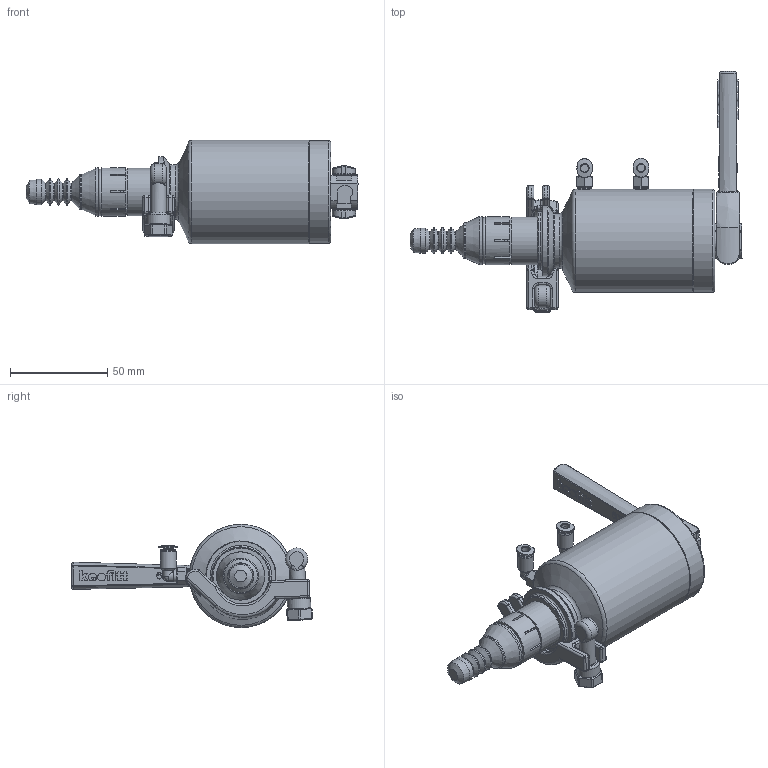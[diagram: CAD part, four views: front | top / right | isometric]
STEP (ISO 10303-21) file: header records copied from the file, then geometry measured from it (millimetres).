
FILE_DESCRIPTION(/* description */ (''),/* implementation_level */ '2;1');
FILE_NAME(/* name */ '895544.stp',/* time_stamp */ '2024-05-29T14:11:09+02:00',/* author */ ('mbs'),/* organization */ (''),/* preprocessor_version */ 'ST-DEVELOPER v18.1',/* originating_system */ 'Autodesk Inventor 2022',/* authorisation */ '');
FILE_SCHEMA (('AUTOMOTIVE_DESIGN { 1 0 10303 214 3 1 1 }'));
Length unit declared in the file: millimetre
Products named in the file (1): 895544_test asm simplify
Bounding box: 170.53 x 123.76 x 53 mm (x, y, z)
Volume: 222642.3 mm3; surface area: 38317 mm2
Topology: 1 solids, 1 shells, 874 faces, 2358 edges, 1490 vertices
Faces by surface type: plane 336, bspline 190, cylinder 159, torus 87, cone 69, sphere 33
Full cylindrical faces by diameter (mm): 4 x2, 5 x2, 6 x4, 6.25 x2, 7.388 x2, 7.4 x2, 7.6 x2, 8 x3, 9.6 x1, 12 x1, 13 x1, 16 x1, 17.9 x1, 18.2 x1, 24.5 x1, 24.8 x2, 28 x1, 29.9 x1, 53 x2
Entity records: 33930 total; most frequent: CARTESIAN_POINT 12490, ORIENTED_EDGE 4654, DIRECTION 3741, EDGE_CURVE 2327, VERTEX_POINT 1489, AXIS2_PLACEMENT_3D 1347, LINE 1047, VECTOR 1047
